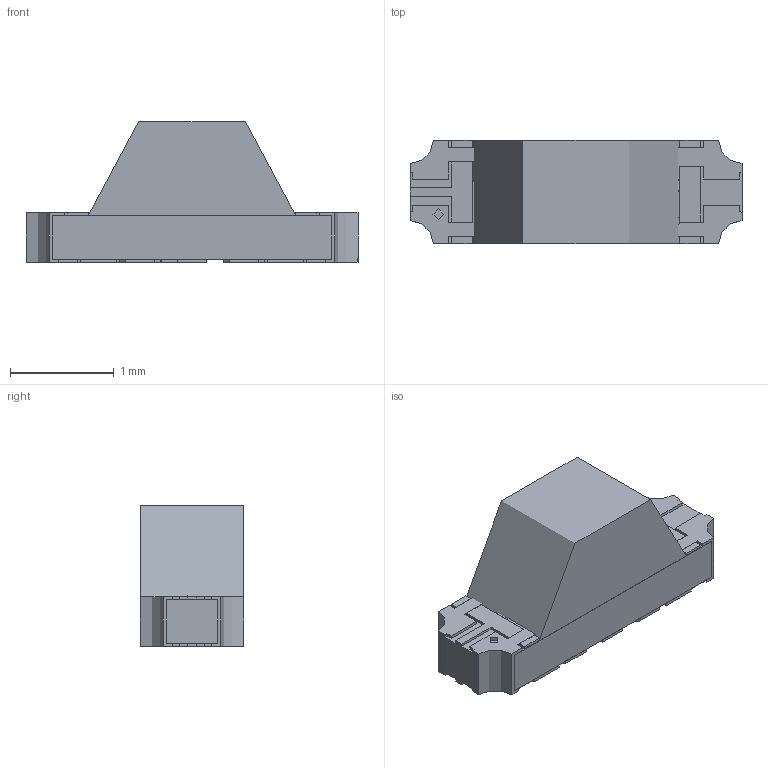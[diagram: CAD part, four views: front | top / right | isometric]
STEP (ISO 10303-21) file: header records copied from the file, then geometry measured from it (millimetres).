
FILE_DESCRIPTION(/* description */ ('Unknown'),/* implementation_level */ '2;1');
FILE_NAME(/* name */ '1313210530000',/* time_stamp */ '2021-07-21T14:32:56+02:00',/* author */ ('Unknown'),/* organization */ ('Unknown'),/* preprocessor_version */ 'ST-DEVELOPER v16.7',/* originating_system */ 'Solid Edge',/* authorisation */ 'Unknown');
FILE_SCHEMA (('AUTOMOTIVE_DESIGN {1 0 10303 214 3 1 1}'));
Length unit declared in the file: millimetre
Products named in the file (4): 1313210530000; Contacts; Body; Resin
Assembly tree (3 placements, depth 2):
  1313210530000
    Contacts
    Body
    Resin
Bounding box: 3.2 x 1 x 1.36 mm (x, y, z)
Volume: 3.2 mm3; surface area: 29.3 mm2
Topology: 14 solids, 14 shells, 289 faces, 661 edges, 457 vertices
Faces by surface type: plane 248, cylinder 30, bspline 11
Full cylindrical faces by diameter (mm): 0.012 x2, 0.05 x6, 0.1 x9
Entity records: 10208 total; most frequent: CARTESIAN_POINT 2248, ORIENTED_EDGE 1320, DIRECTION 1291, EDGE_CURVE 660, LINE 573, VECTOR 573, VERTEX_POINT 457, AXIS2_PLACEMENT_3D 359
